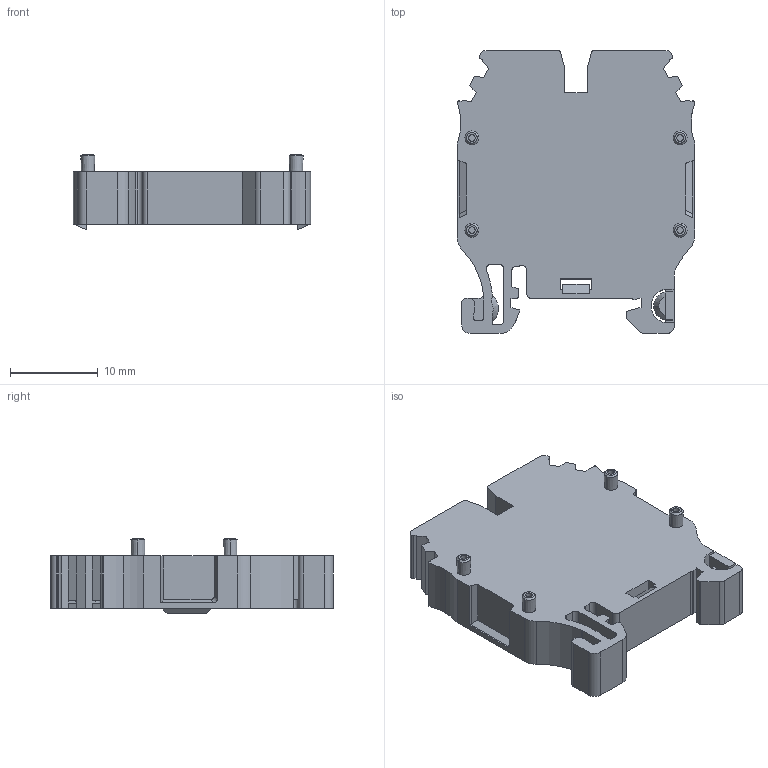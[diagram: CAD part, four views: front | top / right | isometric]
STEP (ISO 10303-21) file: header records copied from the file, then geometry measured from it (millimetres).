
FILE_DESCRIPTION (( 'STEP AP214' ), '1' );
FILE_NAME ('MVK 4T.STP', '2013-06-18T04:15:37', ( 'gurcan' ), ( '' ), 'SwSTEP 2.0', 'SolidWorks 2013', '' );
FILE_SCHEMA (( 'AUTOMOTIVE_DESIGN' ));
Length unit declared in the file: millimetre
Products named in the file (1): MVK 4T
Bounding box: 27 x 32.2 x 8.61 mm (x, y, z)
Volume: 4158.4 mm3; surface area: 2727.8 mm2
Topology: 1 solids, 2 shells, 273 faces, 722 edges, 468 vertices
Faces by surface type: plane 147, cylinder 79, cone 35, torus 8, bspline 4
Entity records: 8508 total; most frequent: CARTESIAN_POINT 1520, DIRECTION 1468, ORIENTED_EDGE 1444, EDGE_CURVE 722, AXIS2_PLACEMENT_3D 490, VECTOR 488, LINE 488, VERTEX_POINT 468
